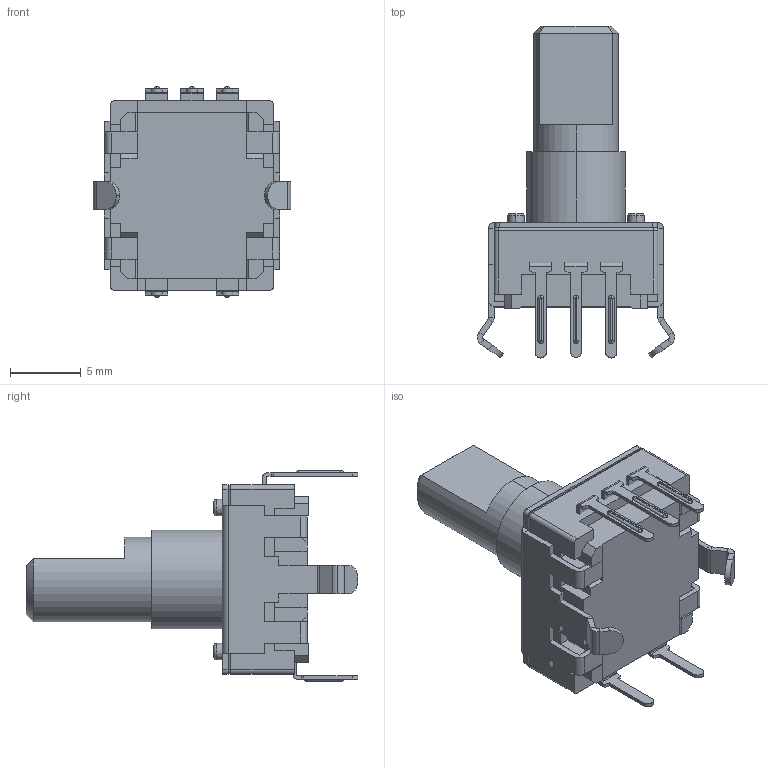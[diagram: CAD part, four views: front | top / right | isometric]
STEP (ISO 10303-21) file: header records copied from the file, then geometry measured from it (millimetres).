
FILE_DESCRIPTION (( 'STEP AP214' ),'1' );
FILE_NAME ('PEC12R-4020F-S0012.STEP','2025-04-09T15:47:13',( 'LENOVO' ),( '' ),'SwSTEP 2.0','SolidWorks 2021','' );
FILE_SCHEMA (( 'AUTOMOTIVE_DESIGN' ));
Length unit declared in the file: millimetre
Products named in the file (1): PEC12R-4020F-S0012
Bounding box: 14 x 23.5 x 14.9 mm (x, y, z)
Volume: 1341.1 mm3; surface area: 1913.7 mm2
Topology: 13 solids, 13 shells, 353 faces, 884 edges, 563 vertices
Faces by surface type: plane 246, cylinder 73, torus 32, cone 2
Entity records: 7337 total; most frequent: ORIENTED_EDGE 1764, CARTESIAN_POINT 1091, EDGE_CURVE 882, LINE 626, VERTEX_POINT 553, AXIS2_PLACEMENT_3D 438, EDGE_LOOP 359, FACE_OUTER_BOUND 353
